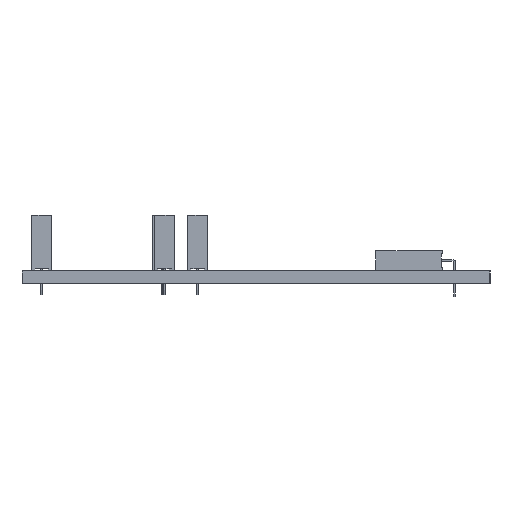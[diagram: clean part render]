
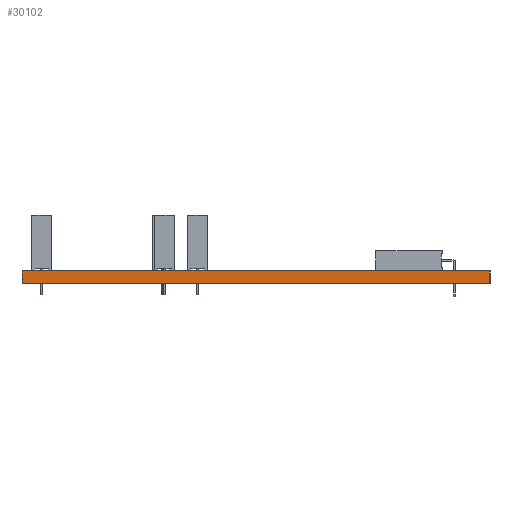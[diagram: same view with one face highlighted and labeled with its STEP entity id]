
A CAD part, left-side view. The second image highlights one B-rep face of the part: STEP entity #30102.
In plain terms, the highlighted planar face has unit normal (-1, 0, 0).
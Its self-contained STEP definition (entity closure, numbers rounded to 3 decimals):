
#30046 = VERTEX_POINT('',#30047);
#30047 = CARTESIAN_POINT('',(135.,-98.4,1.6));
#30053 = EDGE_CURVE('',#30054,#30046,#30056,.T.);
#30054 = VERTEX_POINT('',#30055);
#30055 = CARTESIAN_POINT('',(135.,-98.4,0.));
#30056 = LINE('',#30057,#30058);
#30057 = CARTESIAN_POINT('',(135.,-98.4,0.));
#30058 = VECTOR('',#30059,1.);
#30059 = DIRECTION('',(0.,0.,1.));
#30102 = ADVANCED_FACE('',(#30103),#30128,.T.);
#30103 = FACE_BOUND('',#30104,.T.);
#30104 = EDGE_LOOP('',(#30105,#30106,#30114,#30122));
#30105 = ORIENTED_EDGE('',*,*,#30053,.T.);
#30106 = ORIENTED_EDGE('',*,*,#30107,.T.);
#30107 = EDGE_CURVE('',#30046,#30108,#30110,.T.);
#30108 = VERTEX_POINT('',#30109);
#30109 = CARTESIAN_POINT('',(135.,-38.9,1.6));
#30110 = LINE('',#30111,#30112);
#30111 = CARTESIAN_POINT('',(135.,-98.4,1.6));
#30112 = VECTOR('',#30113,1.);
#30113 = DIRECTION('',(0.,1.,0.));
#30114 = ORIENTED_EDGE('',*,*,#30115,.F.);
#30115 = EDGE_CURVE('',#30116,#30108,#30118,.T.);
#30116 = VERTEX_POINT('',#30117);
#30117 = CARTESIAN_POINT('',(135.,-38.9,0.));
#30118 = LINE('',#30119,#30120);
#30119 = CARTESIAN_POINT('',(135.,-38.9,0.));
#30120 = VECTOR('',#30121,1.);
#30121 = DIRECTION('',(0.,0.,1.));
#30122 = ORIENTED_EDGE('',*,*,#30123,.F.);
#30123 = EDGE_CURVE('',#30054,#30116,#30124,.T.);
#30124 = LINE('',#30125,#30126);
#30125 = CARTESIAN_POINT('',(135.,-98.4,0.));
#30126 = VECTOR('',#30127,1.);
#30127 = DIRECTION('',(0.,1.,0.));
#30128 = PLANE('',#30129);
#30129 = AXIS2_PLACEMENT_3D('',#30130,#30131,#30132);
#30130 = CARTESIAN_POINT('',(135.,-98.4,0.));
#30131 = DIRECTION('',(-1.,0.,0.));
#30132 = DIRECTION('',(0.,1.,0.));
